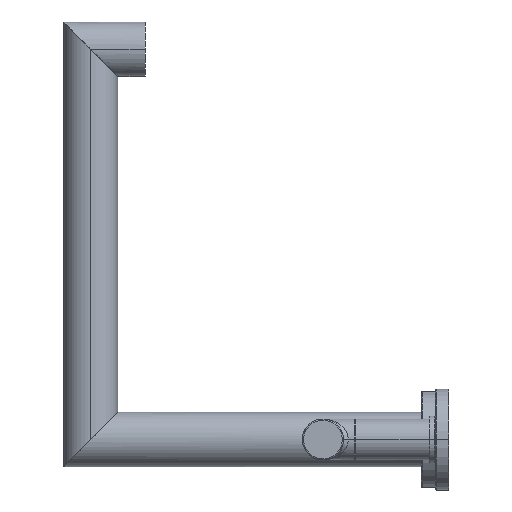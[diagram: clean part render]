
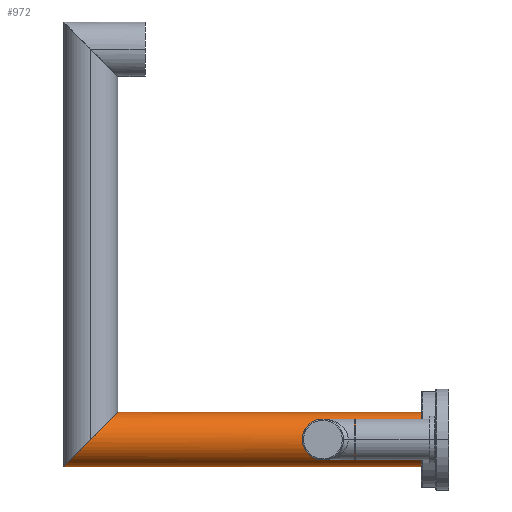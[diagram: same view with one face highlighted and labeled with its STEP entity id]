
A CAD part, left-side view. The second image highlights one B-rep face of the part: STEP entity #972.
In plain terms, the highlighted cylindrical face has radius 12.7 mm (diameter 25.4 mm), a partial arc.
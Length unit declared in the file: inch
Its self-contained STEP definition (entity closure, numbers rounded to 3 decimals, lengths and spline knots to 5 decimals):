
#358=CARTESIAN_POINT('',(0.,5.5625,0.5));
#378=CARTESIAN_POINT('',(0.,6.5625,-0.5));
#380=CARTESIAN_POINT('',(0.,6.5625,-0.5));
#381=CARTESIAN_POINT('',(-0.02946,6.5625,-0.5));
#382=CARTESIAN_POINT('',(-0.09059,6.55727,
-0.49477));
#383=CARTESIAN_POINT('',(-0.18462,6.53073,
-0.46823));
#384=CARTESIAN_POINT('',(-0.27523,6.48416,
-0.42166));
#385=CARTESIAN_POINT('',(-0.35611,6.41861,
-0.35611));
#386=CARTESIAN_POINT('',(-0.42166,6.33773,
-0.27523));
#387=CARTESIAN_POINT('',(-0.46824,6.2471,
-0.1846));
#388=CARTESIAN_POINT('',(-0.49034,6.16881,
-0.10631));
#389=CARTESIAN_POINT('',(-0.4987,6.10717,
-0.04467));
#390=CARTESIAN_POINT('',(-0.50065,6.0625,0.));
#391=CARTESIAN_POINT('',(-0.4987,6.01783,
0.04467));
#392=CARTESIAN_POINT('',(-0.49034,5.95619,
0.10631));
#393=CARTESIAN_POINT('',(-0.46824,5.8779,
0.1846));
#394=CARTESIAN_POINT('',(-0.42166,5.78727,
0.27523));
#395=CARTESIAN_POINT('',(-0.35611,5.70639,
0.35611));
#396=CARTESIAN_POINT('',(-0.27523,5.64084,
0.42166));
#397=CARTESIAN_POINT('',(-0.18462,5.59427,
0.46823));
#398=CARTESIAN_POINT('',(-0.09059,5.56773,
0.49477));
#399=CARTESIAN_POINT('',(-0.02946,5.5625,0.5));
#400=CARTESIAN_POINT('',(0.,5.5625,0.5));
#457=CARTESIAN_POINT('',(0.,0.,0.));
#458=DIRECTION('',(0.,1.,0.));
#459=DIRECTION('',(0.,0.,-1.));
#460=AXIS2_PLACEMENT_3D('',#457,#458,#459);
#500=DIRECTION('',(0.,1.,0.));
#501=VECTOR('',#500,6.5625);
#502=CARTESIAN_POINT('',(0.,0.,-0.5));
#503=LINE('',#502,#501);
#504=DIRECTION('',(0.,-1.,0.));
#505=VECTOR('',#504,5.5625);
#506=CARTESIAN_POINT('',(0.,5.5625,0.5));
#507=LINE('',#506,#505);
#634=VERTEX_POINT('',#358);
#635=VERTEX_POINT('',#378);
#638=CARTESIAN_POINT('',(0.,0.,0.5));
#639=CARTESIAN_POINT('',(0.,0.,-0.5));
#640=VERTEX_POINT('',#638);
#641=VERTEX_POINT('',#639);
#961=CARTESIAN_POINT('',(0.,-0.0875,0.));
#962=DIRECTION('',(0.,1.,0.));
#963=DIRECTION('',(1.,0.,0.));
#964=AXIS2_PLACEMENT_3D('',#961,#962,#963);
#965=CYLINDRICAL_SURFACE('',#964,0.5);
#966=ORIENTED_EDGE('',*,*,#890,.F.);
#967=ORIENTED_EDGE('',*,*,#873,.T.);
#968=ORIENTED_EDGE('',*,*,#854,.T.);
#969=ORIENTED_EDGE('',*,*,#870,.T.);
#970=EDGE_LOOP('',(#966,#967,#968,#969));
#971=FACE_OUTER_BOUND('',#970,.F.);
#972=ADVANCED_FACE('',(#971),#965,.T.);
#401=B_SPLINE_CURVE_WITH_KNOTS('',3,(#380,#381,#382,#383,#384,#385,#386,#387,
#388,#389,#390,#391,#392,#393,#394,#395,#396,#397,#398,#399,#400),.UNSPECIFIED.,
.F.,.F.,(4,1,1,1,1,1,1,1,1,1,1,1,1,1,1,1,1,1,4),(0.,0.0625,0.125,0.1875,
0.25,0.3125,0.375,0.4375,0.46875,0.5,0.53125,0.5625,0.625,
0.6875,0.75,0.8125,0.875,0.9375,1.),.UNSPECIFIED.);
#461=CIRCLE('',#460,0.5);
#854=EDGE_CURVE('',#635,#634,#401,.T.);
#870=EDGE_CURVE('',#634,#640,#507,.T.);
#873=EDGE_CURVE('',#641,#635,#503,.T.);
#890=EDGE_CURVE('',#641,#640,#461,.T.);
